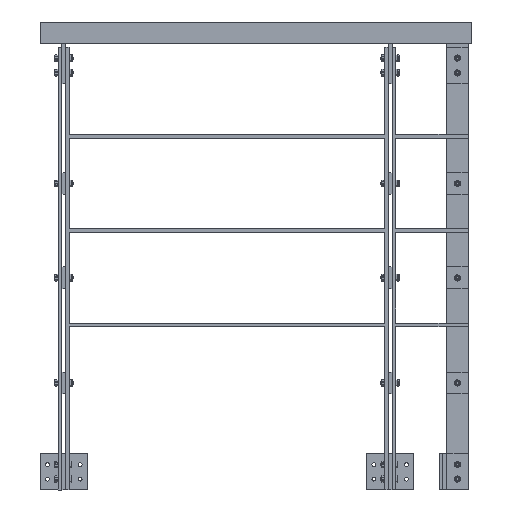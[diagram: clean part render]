
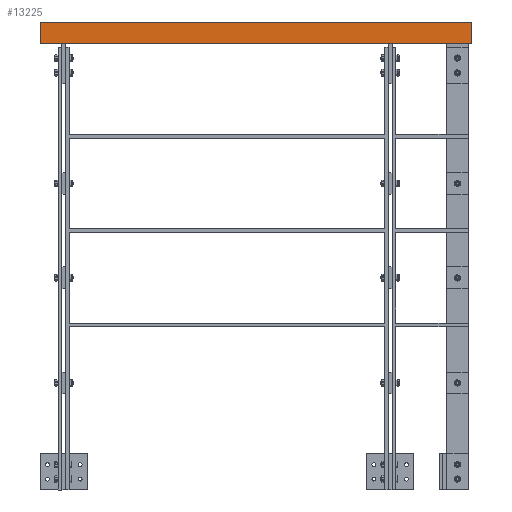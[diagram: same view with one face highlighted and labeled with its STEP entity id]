
A CAD part, front view. The second image highlights one B-rep face of the part: STEP entity #13225.
In plain terms, the highlighted free-form (B-spline) face has degree [1, 1] with [2, 2] control points.
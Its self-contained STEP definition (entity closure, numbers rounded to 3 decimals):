
#13020 = VERTEX_POINT('',#13021);
#13021 = CARTESIAN_POINT('',(220.208,-2942.388,
    2329.217));
#13028 = VERTEX_POINT('',#13029);
#13029 = CARTESIAN_POINT('',(220.208,-2942.388,
    2413.671));
#13034 = EDGE_CURVE('',#13020,#13028,#13035,.T.);
#13035 = B_SPLINE_CURVE_WITH_KNOTS('',1,(#13036,#13037),.UNSPECIFIED.,
  .F.,.F.,(2,2),(0.,59.),
  .PIECEWISE_BEZIER_KNOTS.);
#13036 = CARTESIAN_POINT('',(220.208,-2942.388,
    2329.217));
#13037 = CARTESIAN_POINT('',(220.208,-2942.388,
    2413.671));
#13225 = ADVANCED_FACE('',(#13226),#13248,.T.);
#13226 = FACE_BOUND('',#13227,.T.);
#13227 = EDGE_LOOP('',(#13228,#13235,#13242,#13247));
#13228 = ORIENTED_EDGE('',*,*,#13229,.F.);
#13229 = EDGE_CURVE('',#13230,#13028,#13232,.T.);
#13230 = VERTEX_POINT('',#13231);
#13231 = CARTESIAN_POINT('',(-1483.173,-2942.388,
    2413.671));
#13232 = B_SPLINE_CURVE_WITH_KNOTS('',1,(#13233,#13234),.UNSPECIFIED.,
  .F.,.F.,(2,2),(0.,1190.),.PIECEWISE_BEZIER_KNOTS.);
#13233 = CARTESIAN_POINT('',(-1483.173,-2942.388,
    2413.671));
#13234 = CARTESIAN_POINT('',(220.208,-2942.388,
    2413.671));
#13235 = ORIENTED_EDGE('',*,*,#13236,.T.);
#13236 = EDGE_CURVE('',#13230,#13237,#13239,.T.);
#13237 = VERTEX_POINT('',#13238);
#13238 = CARTESIAN_POINT('',(-1483.173,-2942.388,
    2329.217));
#13239 = B_SPLINE_CURVE_WITH_KNOTS('',1,(#13240,#13241),.UNSPECIFIED.,
  .F.,.F.,(2,2),(0.,59.),
  .PIECEWISE_BEZIER_KNOTS.);
#13240 = CARTESIAN_POINT('',(-1483.173,-2942.388,
    2413.671));
#13241 = CARTESIAN_POINT('',(-1483.173,-2942.388,
    2329.217));
#13242 = ORIENTED_EDGE('',*,*,#13243,.T.);
#13243 = EDGE_CURVE('',#13237,#13020,#13244,.T.);
#13244 = B_SPLINE_CURVE_WITH_KNOTS('',1,(#13245,#13246),.UNSPECIFIED.,
  .F.,.F.,(2,2),(0.,1190.),.PIECEWISE_BEZIER_KNOTS.);
#13245 = CARTESIAN_POINT('',(-1483.173,-2942.388,
    2329.217));
#13246 = CARTESIAN_POINT('',(220.208,-2942.388,
    2329.217));
#13247 = ORIENTED_EDGE('',*,*,#13034,.T.);
#13248 = B_SPLINE_SURFACE_WITH_KNOTS('',1,1,(
    (#13249,#13250)
    ,(#13251,#13252
    )),.UNSPECIFIED.,.F.,.F.,.F.,(2,2),(2,2),(0.,
    59.),(0.,1190.),.PIECEWISE_BEZIER_KNOTS.);
#13249 = CARTESIAN_POINT('',(-1483.173,-2942.388,
    2413.671));
#13250 = CARTESIAN_POINT('',(220.208,-2942.388,
    2413.671));
#13251 = CARTESIAN_POINT('',(-1483.173,-2942.388,
    2329.217));
#13252 = CARTESIAN_POINT('',(220.208,-2942.388,
    2329.217));
